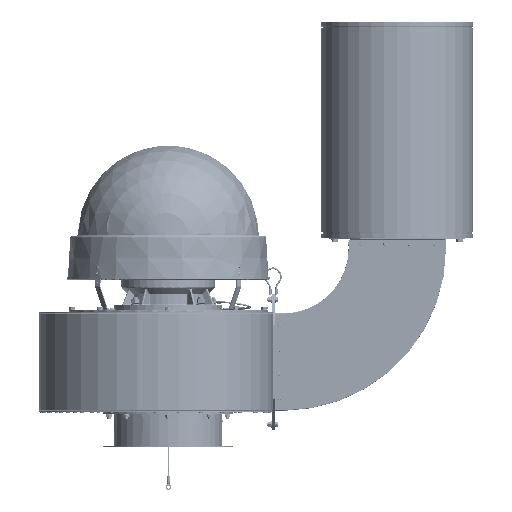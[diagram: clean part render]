
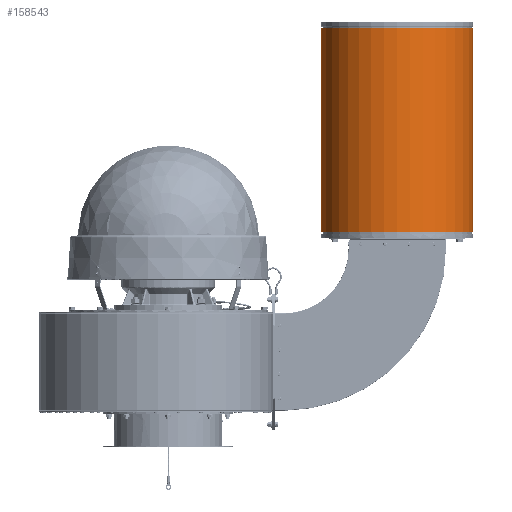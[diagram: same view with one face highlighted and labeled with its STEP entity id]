
A CAD part, front view. The second image highlights one B-rep face of the part: STEP entity #158543.
In plain terms, the highlighted cylindrical face has radius 175.75 mm (diameter 351.5 mm), a full revolution.
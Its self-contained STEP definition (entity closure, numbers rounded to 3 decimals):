
#12021=LINE('',#228091,#23573);
#23573=VECTOR('',#184845,175.75);
#35031=CYLINDRICAL_SURFACE('',#168345,175.75);
#37590=FACE_OUTER_BOUND('',#46928,.T.);
#46928=EDGE_LOOP('',(#103480,#103481,#103482,#103483,#103484,#103485));
#57468=CIRCLE('',#168342,175.75);
#57470=CIRCLE('',#168344,175.75);
#57471=CIRCLE('',#168346,175.75);
#57472=CIRCLE('',#168347,175.75);
#64830=VERTEX_POINT('',#228081);
#64831=VERTEX_POINT('',#228082);
#64832=VERTEX_POINT('',#228087);
#64833=VERTEX_POINT('',#228088);
#79836=EDGE_CURVE('',#64830,#64831,#57468,.T.);
#79838=EDGE_CURVE('',#64831,#64830,#57470,.T.);
#79839=EDGE_CURVE('',#64832,#64833,#57471,.T.);
#79840=EDGE_CURVE('',#64833,#64832,#57472,.T.);
#79841=EDGE_CURVE('',#64833,#64831,#12021,.T.);
#103480=ORIENTED_EDGE('',*,*,#79839,.F.);
#103481=ORIENTED_EDGE('',*,*,#79840,.F.);
#103482=ORIENTED_EDGE('',*,*,#79841,.T.);
#103483=ORIENTED_EDGE('',*,*,#79838,.T.);
#103484=ORIENTED_EDGE('',*,*,#79836,.T.);
#103485=ORIENTED_EDGE('',*,*,#79841,.F.);
#158543=ADVANCED_FACE('',(#37590),#35031,.T.);
#168342=AXIS2_PLACEMENT_3D('',#228083,#184833,#184834);
#168344=AXIS2_PLACEMENT_3D('',#228085,#184837,#184838);
#168345=AXIS2_PLACEMENT_3D('',#228086,#184839,#184840);
#168346=AXIS2_PLACEMENT_3D('',#228089,#184841,#184842);
#168347=AXIS2_PLACEMENT_3D('',#228090,#184843,#184844);
#184833=DIRECTION('center_axis',(0.,0.,
-1.));
#184834=DIRECTION('ref_axis',(-1.,0.,0.));
#184837=DIRECTION('center_axis',(0.,0.,
-1.));
#184838=DIRECTION('ref_axis',(-1.,0.,0.));
#184839=DIRECTION('center_axis',(0.,0.,
-1.));
#184840=DIRECTION('ref_axis',(-1.,0.,0.));
#184841=DIRECTION('center_axis',(0.,0.,
-1.));
#184842=DIRECTION('ref_axis',(-1.,0.,0.));
#184843=DIRECTION('center_axis',(0.,0.,
-1.));
#184844=DIRECTION('ref_axis',(-1.,0.,0.));
#184845=DIRECTION('',(0.,0.,1.));
#228081=CARTESIAN_POINT('',(530.35,53.7,660.));
#228082=CARTESIAN_POINT('',(706.1,229.45,660.));
#228083=CARTESIAN_POINT('Origin',(530.35,229.45,660.));
#228085=CARTESIAN_POINT('Origin',(530.35,229.45,660.));
#228086=CARTESIAN_POINT('Origin',(530.35,229.45,424.25));
#228087=CARTESIAN_POINT('',(530.35,53.7,188.5));
#228088=CARTESIAN_POINT('',(706.1,229.45,188.5));
#228089=CARTESIAN_POINT('Origin',(530.35,229.45,188.5));
#228090=CARTESIAN_POINT('Origin',(530.35,229.45,188.5));
#228091=CARTESIAN_POINT('',(706.1,229.45,424.25));
